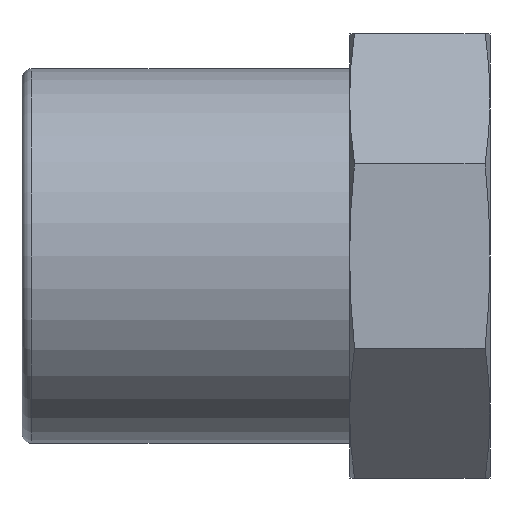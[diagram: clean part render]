
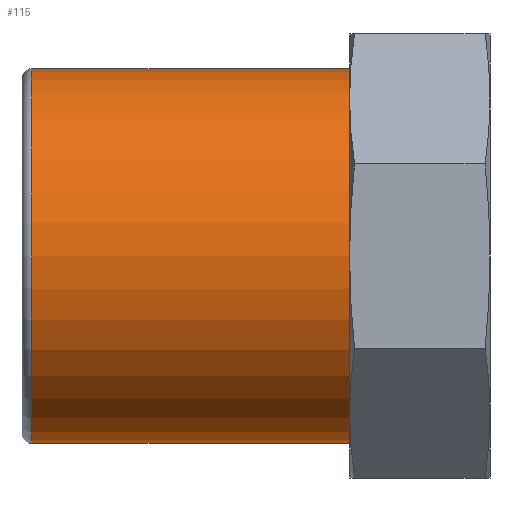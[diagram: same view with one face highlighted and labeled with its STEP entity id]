
A CAD part, front view. The second image highlights one B-rep face of the part: STEP entity #115.
In plain terms, the highlighted cylindrical face has radius 8 mm (diameter 16 mm), a full revolution.
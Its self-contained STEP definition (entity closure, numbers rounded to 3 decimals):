
#115 = ADVANCED_FACE( '', ( #235, #236 ), #237, .T. );
#235 = FACE_OUTER_BOUND( '', #350, .T. );
#236 = FACE_OUTER_BOUND( '', #351, .T. );
#237 = CYLINDRICAL_SURFACE( '', #352, 8. );
#350 = EDGE_LOOP( '', ( #594 ) );
#351 = EDGE_LOOP( '', ( #595 ) );
#352 = AXIS2_PLACEMENT_3D( '', #596, #597, #598 );
#594 = ORIENTED_EDGE( '', *, *, #642, .F. );
#595 = ORIENTED_EDGE( '', *, *, #701, .T. );
#596 = CARTESIAN_POINT( '', ( 20., 0., 0. ) );
#597 = DIRECTION( '', ( -1., 0., 0. ) );
#598 = DIRECTION( '', ( 0., 0., -1. ) );
#642 = EDGE_CURVE( '', #753, #753, #754, .T. );
#701 = EDGE_CURVE( '', #837, #837, #838, .T. );
#753 = VERTEX_POINT( '', #910 );
#754 = CIRCLE( '', #911, 8. );
#837 = VERTEX_POINT( '', #1085 );
#838 = CIRCLE( '', #1086, 8. );
#910 = CARTESIAN_POINT( '', ( 14., 0., -8. ) );
#911 = AXIS2_PLACEMENT_3D( '', #1140, #1141, #1142 );
#1085 = CARTESIAN_POINT( '', ( 0.413, 0., -8. ) );
#1086 = AXIS2_PLACEMENT_3D( '', #1178, #1179, #1180 );
#1140 = CARTESIAN_POINT( '', ( 14., 0., 0. ) );
#1141 = DIRECTION( '', ( 1., 0., 0. ) );
#1142 = DIRECTION( '', ( 0., 0., -1. ) );
#1178 = CARTESIAN_POINT( '', ( 0.413, 0., 0. ) );
#1179 = DIRECTION( '', ( 1., 0., 0. ) );
#1180 = DIRECTION( '', ( 0., 0., -1. ) );
